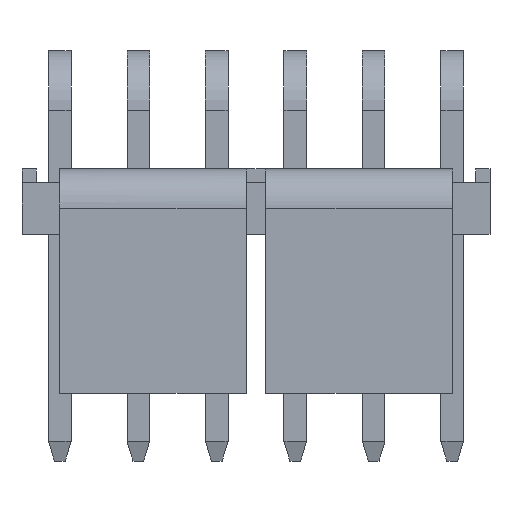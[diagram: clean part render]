
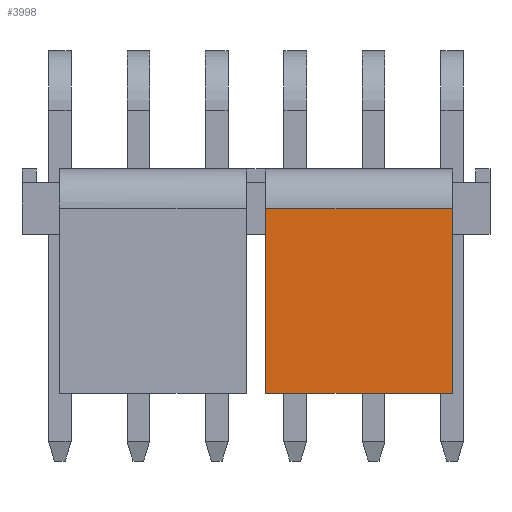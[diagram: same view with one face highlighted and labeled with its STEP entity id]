
A CAD part, front view. The second image highlights one B-rep face of the part: STEP entity #3998.
In plain terms, the highlighted planar face has unit normal (0, -1, 0).
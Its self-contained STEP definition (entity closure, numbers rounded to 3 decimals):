
#1489=CARTESIAN_POINT('',(9.35,-2.852,-0.331));
#1490=VERTEX_POINT('',#1489);
#1509=CARTESIAN_POINT('',(9.35,-2.852,-9.142));
#1510=VERTEX_POINT('',#1509);
#1511=CARTESIAN_POINT('',(9.35,-2.852,-0.331));
#1512=CARTESIAN_POINT('',(9.35,-2.852,-2.093));
#1513=CARTESIAN_POINT('',(9.35,-2.852,-3.855));
#1514=CARTESIAN_POINT('',(9.35,-2.852,-5.617));
#1515=CARTESIAN_POINT('',(9.35,-2.852,-7.38));
#1516=CARTESIAN_POINT('',(9.35,-2.852,-9.142));
#1517=B_SPLINE_CURVE_WITH_KNOTS('',5,(#1511,#1512,#1513,#1514,#1515,#1516),.UNSPECIFIED.,.F.,.U.,(6,6),(0.,9.33),.UNSPECIFIED.);
#1518=EDGE_CURVE('',#1490,#1510,#1517,.T.);
#3935=CARTESIAN_POINT('',(0.472,-2.852,-0.331));
#3936=VERTEX_POINT('',#3935);
#3937=CARTESIAN_POINT('',(0.472,-2.852,-0.331));
#3938=CARTESIAN_POINT('',(2.248,-2.852,-0.331));
#3939=CARTESIAN_POINT('',(4.023,-2.852,-0.331));
#3940=CARTESIAN_POINT('',(5.799,-2.852,-0.331));
#3941=CARTESIAN_POINT('',(7.574,-2.852,-0.331));
#3942=CARTESIAN_POINT('',(9.35,-2.852,-0.331));
#3943=B_SPLINE_CURVE_WITH_KNOTS('',5,(#3937,#3938,#3939,#3940,#3941,#3942),.UNSPECIFIED.,.F.,.U.,(6,6),(0.,9.4),.UNSPECIFIED.);
#3944=EDGE_CURVE('',#3936,#1490,#3943,.T.);
#3969=CARTESIAN_POINT('',(4.911,-2.852,-4.736));
#3970=DIRECTION('',(0.,0.,-1.));
#3971=DIRECTION('',(0.,-1.,0.));
#3972=AXIS2_PLACEMENT_3D('',#3969,#3971,#3970);
#3973=PLANE('',#3972);
#3974=CARTESIAN_POINT('',(0.472,-2.852,-9.142));
#3975=VERTEX_POINT('',#3974);
#3976=CARTESIAN_POINT('',(0.472,-2.852,-9.142));
#3977=CARTESIAN_POINT('',(2.248,-2.852,-9.142));
#3978=CARTESIAN_POINT('',(4.023,-2.852,-9.142));
#3979=CARTESIAN_POINT('',(5.799,-2.852,-9.142));
#3980=CARTESIAN_POINT('',(7.574,-2.852,-9.142));
#3981=CARTESIAN_POINT('',(9.35,-2.852,-9.142));
#3982=B_SPLINE_CURVE_WITH_KNOTS('',5,(#3976,#3977,#3978,#3979,#3980,#3981),.UNSPECIFIED.,.F.,.U.,(6,6),(0.,9.4),.UNSPECIFIED.);
#3983=EDGE_CURVE('',#3975,#1510,#3982,.T.);
#3984=ORIENTED_EDGE('',*,*,#3983,.T.);
#3985=ORIENTED_EDGE('',*,*,#1518,.F.);
#3986=ORIENTED_EDGE('',*,*,#3944,.F.);
#3987=CARTESIAN_POINT('',(0.472,-2.852,-0.331));
#3988=CARTESIAN_POINT('',(0.472,-2.852,-2.093));
#3989=CARTESIAN_POINT('',(0.472,-2.852,-3.855));
#3990=CARTESIAN_POINT('',(0.472,-2.852,-5.617));
#3991=CARTESIAN_POINT('',(0.472,-2.852,-7.38));
#3992=CARTESIAN_POINT('',(0.472,-2.852,-9.142));
#3993=B_SPLINE_CURVE_WITH_KNOTS('',5,(#3987,#3988,#3989,#3990,#3991,#3992),.UNSPECIFIED.,.F.,.U.,(6,6),(0.,9.33),.UNSPECIFIED.);
#3994=EDGE_CURVE('',#3936,#3975,#3993,.T.);
#3995=ORIENTED_EDGE('',*,*,#3994,.T.);
#3996=EDGE_LOOP('',(#3984,#3985,#3986,#3995));
#3997=FACE_OUTER_BOUND('',#3996,.T.);
#3998=ADVANCED_FACE('',(#3997),#3973,.T.);
